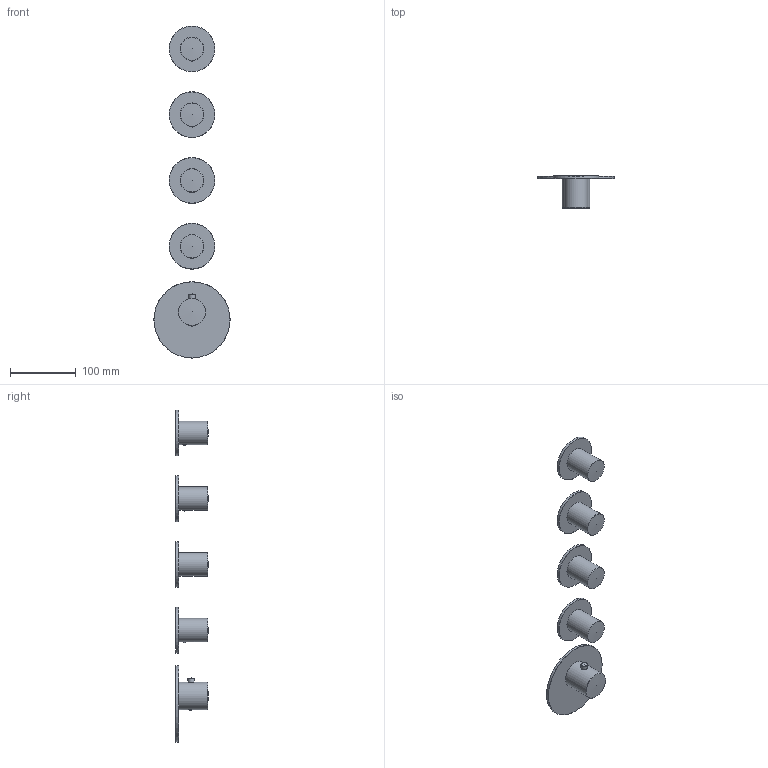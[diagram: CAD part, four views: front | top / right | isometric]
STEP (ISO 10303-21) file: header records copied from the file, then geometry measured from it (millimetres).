
FILE_DESCRIPTION(/* description */ ('Unknown'),/* implementation_level */ '2;1');
FILE_NAME(/* name */ 'MHR4',/* time_stamp */ '2016-05-13T08:06:07+02:00',/* author */ ('Unknown'),/* organization */ ('Unknown'),/* preprocessor_version */ 'ST-DEVELOPER v16.7',/* originating_system */ 'DEX',/* authorisation */ $);
FILE_SCHEMA (('AUTOMOTIVE_DESIGN {1 0 10303 214 3 1 1}'));
Length unit declared in the file: millimetre
Products named in the file (3): e180035_02100sc; E180033_02100SC; MHR rub sing
Assembly tree (2 placements, depth 2):
  e180035_02100sc
    E180033_02100SC
    MHR rub sing
Bounding box: 116 x 49 x 504.85 mm (x, y, z)
Volume: 331056.9 mm3; surface area: 87576.8 mm2
Topology: 5 solids, 5 shells, 149 faces, 456 edges, 344 vertices
Faces by surface type: cylinder 38, plane 37, bspline 36, torus 21, sphere 11, cone 6
Full cylindrical faces by diameter (mm): 4.2 x4, 9.95 x1, 17 x4, 22 x5, 35.7 x4, 41.7 x1, 54 x4, 66 x4, 69.7 x4, 100 x1, 112 x1, 116 x1
Entity records: 12897 total; most frequent: CARTESIAN_POINT 9770, ORIENTED_EDGE 666, DIRECTION 428, EDGE_CURVE 333, VERTEX_POINT 283, EDGE_LOOP 236, FACE_BOUND 236, B_SPLINE_CURVE_WITH_KNOTS 234
